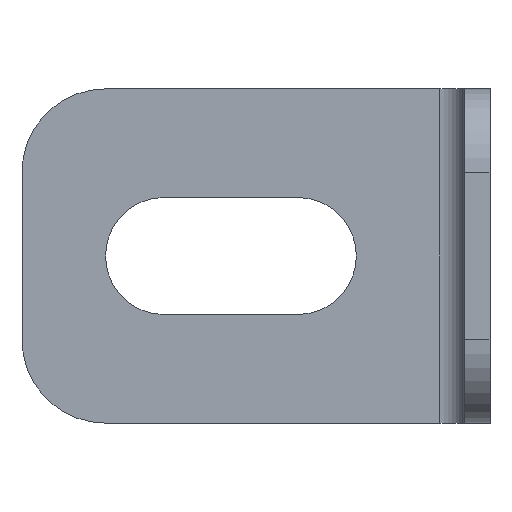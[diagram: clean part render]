
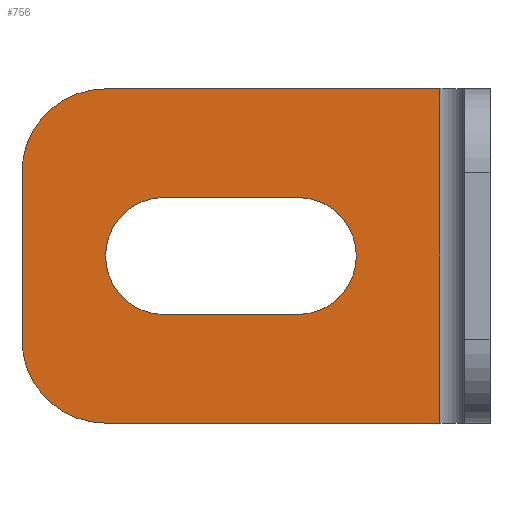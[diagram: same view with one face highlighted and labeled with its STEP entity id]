
A CAD part, left-side view. The second image highlights one B-rep face of the part: STEP entity #756.
In plain terms, the highlighted planar face has unit normal (-1, 0, 0).
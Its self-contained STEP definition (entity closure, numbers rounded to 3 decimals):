
#17 = AXIS2_PLACEMENT_3D ( 'NONE', #518, #699, #137 ) ;
#57 = ORIENTED_EDGE ( 'NONE', *, *, #472, .F. ) ;
#62 = ORIENTED_EDGE ( 'NONE', *, *, #218, .F. ) ;
#67 = DIRECTION ( 'NONE',  ( 0., 1., 0. ) ) ;
#78 = EDGE_CURVE ( 'NONE', #629, #608, #739, .T. ) ;
#80 = CARTESIAN_POINT ( 'NONE',  ( 23.5, 0., 0. ) ) ;
#95 = VECTOR ( 'NONE', #646, 1000. ) ;
#97 = DIRECTION ( 'NONE',  ( -1., 0., 0. ) ) ;
#119 = LINE ( 'NONE', #305, #244 ) ;
#122 = ORIENTED_EDGE ( 'NONE', *, *, #456, .T. ) ;
#136 = DIRECTION ( 'NONE',  ( -1., 0., 0. ) ) ;
#137 = DIRECTION ( 'NONE',  ( 0., -1., 0. ) ) ;
#140 = CARTESIAN_POINT ( 'NONE',  ( 23.5, 11.5, 3.5 ) ) ;
#162 = VECTOR ( 'NONE', #279, 1000. ) ;
#172 = DIRECTION ( 'NONE',  ( -1., 0., 0. ) ) ;
#178 = AXIS2_PLACEMENT_3D ( 'NONE', #783, #97, #332 ) ;
#183 = ORIENTED_EDGE ( 'NONE', *, *, #744, .F. ) ;
#189 = CARTESIAN_POINT ( 'NONE',  ( 23.5, 0., -3.5 ) ) ;
#198 = ORIENTED_EDGE ( 'NONE', *, *, #396, .F. ) ;
#199 = FACE_BOUND ( 'NONE', #214, .T. ) ;
#200 = VERTEX_POINT ( 'NONE', #688 ) ;
#214 = EDGE_LOOP ( 'NONE', ( #198, #780, #62, #265, #482 ) ) ;
#218 = EDGE_CURVE ( 'NONE', #200, #402, #331, .T. ) ;
#222 = CARTESIAN_POINT ( 'NONE',  ( 23.5, 23., -5. ) ) ;
#244 = VECTOR ( 'NONE', #505, 1000. ) ;
#245 = CARTESIAN_POINT ( 'NONE',  ( 23.5, 28., 5. ) ) ;
#250 = VERTEX_POINT ( 'NONE', #736 ) ;
#254 = VERTEX_POINT ( 'NONE', #299 ) ;
#259 = DIRECTION ( 'NONE',  ( 0., -1., 0. ) ) ;
#264 = AXIS2_PLACEMENT_3D ( 'NONE', #80, #535, #325 ) ;
#265 = ORIENTED_EDGE ( 'NONE', *, *, #554, .F. ) ;
#268 = VERTEX_POINT ( 'NONE', #245 ) ;
#272 = LINE ( 'NONE', #718, #536 ) ;
#279 = DIRECTION ( 'NONE',  ( 0., 1., 0. ) ) ;
#280 = AXIS2_PLACEMENT_3D ( 'NONE', #306, #136, #259 ) ;
#283 = EDGE_CURVE ( 'NONE', #757, #440, #119, .T. ) ;
#299 = CARTESIAN_POINT ( 'NONE',  ( 23.5, 19.5, 3.5 ) ) ;
#305 = CARTESIAN_POINT ( 'NONE',  ( 23.5, 3., 10. ) ) ;
#306 = CARTESIAN_POINT ( 'NONE',  ( 23.5, 19.5, 0. ) ) ;
#325 = DIRECTION ( 'NONE',  ( 0., -1., 0. ) ) ;
#331 = CIRCLE ( 'NONE', #651, 3.5 ) ;
#332 = DIRECTION ( 'NONE',  ( 0., -1., 0. ) ) ;
#338 = PLANE ( 'NONE',  #264 ) ;
#353 = LINE ( 'NONE', #189, #738 ) ;
#386 = VECTOR ( 'NONE', #67, 1000. ) ;
#396 = EDGE_CURVE ( 'NONE', #254, #504, #798, .T. ) ;
#400 = CARTESIAN_POINT ( 'NONE',  ( 23.5, 28., 10. ) ) ;
#402 = VERTEX_POINT ( 'NONE', #140 ) ;
#420 = EDGE_LOOP ( 'NONE', ( #57, #122, #513, #493, #183, #810 ) ) ;
#432 = CIRCLE ( 'NONE', #178, 5. ) ;
#440 = VERTEX_POINT ( 'NONE', #660 ) ;
#441 = DIRECTION ( 'NONE',  ( 0., -1., 0. ) ) ;
#456 = EDGE_CURVE ( 'NONE', #250, #268, #432, .T. ) ;
#472 = EDGE_CURVE ( 'NONE', #250, #757, #272, .T. ) ;
#482 = ORIENTED_EDGE ( 'NONE', *, *, #553, .F. ) ;
#485 = DIRECTION ( 'NONE',  ( 0., -1., 0. ) ) ;
#493 = ORIENTED_EDGE ( 'NONE', *, *, #78, .T. ) ;
#504 = VERTEX_POINT ( 'NONE', #587 ) ;
#505 = DIRECTION ( 'NONE',  ( 0., 0., -1. ) ) ;
#513 = ORIENTED_EDGE ( 'NONE', *, *, #791, .F. ) ;
#518 = CARTESIAN_POINT ( 'NONE',  ( 23.5, 19.5, 0. ) ) ;
#535 = DIRECTION ( 'NONE',  ( -1., 0., 0. ) ) ;
#536 = VECTOR ( 'NONE', #485, 1000. ) ;
#553 = EDGE_CURVE ( 'NONE', #504, #624, #636, .T. ) ;
#554 = EDGE_CURVE ( 'NONE', #624, #200, #353, .T. ) ;
#562 = CARTESIAN_POINT ( 'NONE',  ( 23.5, 23., -10. ) ) ;
#566 = DIRECTION ( 'NONE',  ( 0., -1., 0. ) ) ;
#568 = CARTESIAN_POINT ( 'NONE',  ( 23.5, 19.5, -3.5 ) ) ;
#583 = AXIS2_PLACEMENT_3D ( 'NONE', #222, #606, #661 ) ;
#587 = CARTESIAN_POINT ( 'NONE',  ( 23.5, 23., 0. ) ) ;
#590 = CARTESIAN_POINT ( 'NONE',  ( 23.5, 3., 10. ) ) ;
#606 = DIRECTION ( 'NONE',  ( -1., 0., 0. ) ) ;
#608 = VERTEX_POINT ( 'NONE', #562 ) ;
#624 = VERTEX_POINT ( 'NONE', #568 ) ;
#629 = VERTEX_POINT ( 'NONE', #822 ) ;
#630 = CARTESIAN_POINT ( 'NONE',  ( 23.5, 0., 3.5 ) ) ;
#636 = CIRCLE ( 'NONE', #280, 3.5 ) ;
#643 = FACE_OUTER_BOUND ( 'NONE', #420, .T. ) ;
#646 = DIRECTION ( 'NONE',  ( 0., 0., 1. ) ) ;
#650 = LINE ( 'NONE', #764, #162 ) ;
#651 = AXIS2_PLACEMENT_3D ( 'NONE', #677, #172, #441 ) ;
#660 = CARTESIAN_POINT ( 'NONE',  ( 23.5, 3., -10. ) ) ;
#661 = DIRECTION ( 'NONE',  ( 0., -1., 0. ) ) ;
#677 = CARTESIAN_POINT ( 'NONE',  ( 23.5, 11.5, 0. ) ) ;
#688 = CARTESIAN_POINT ( 'NONE',  ( 23.5, 11.5, -3.5 ) ) ;
#694 = LINE ( 'NONE', #630, #386 ) ;
#697 = EDGE_CURVE ( 'NONE', #402, #254, #694, .T. ) ;
#699 = DIRECTION ( 'NONE',  ( -1., 0., 0. ) ) ;
#709 = LINE ( 'NONE', #400, #95 ) ;
#718 = CARTESIAN_POINT ( 'NONE',  ( 23.5, 1.5, 10. ) ) ;
#736 = CARTESIAN_POINT ( 'NONE',  ( 23.5, 23., 10. ) ) ;
#738 = VECTOR ( 'NONE', #566, 1000. ) ;
#739 = CIRCLE ( 'NONE', #583, 5. ) ;
#744 = EDGE_CURVE ( 'NONE', #440, #608, #650, .T. ) ;
#756 = ADVANCED_FACE ( 'NONE', ( #199, #643 ), #338, .T. ) ;
#757 = VERTEX_POINT ( 'NONE', #590 ) ;
#764 = CARTESIAN_POINT ( 'NONE',  ( 23.5, 28., -10. ) ) ;
#780 = ORIENTED_EDGE ( 'NONE', *, *, #697, .F. ) ;
#783 = CARTESIAN_POINT ( 'NONE',  ( 23.5, 23., 5. ) ) ;
#791 = EDGE_CURVE ( 'NONE', #629, #268, #709, .T. ) ;
#798 = CIRCLE ( 'NONE', #17, 3.5 ) ;
#810 = ORIENTED_EDGE ( 'NONE', *, *, #283, .F. ) ;
#822 = CARTESIAN_POINT ( 'NONE',  ( 23.5, 28., -5. ) ) ;
